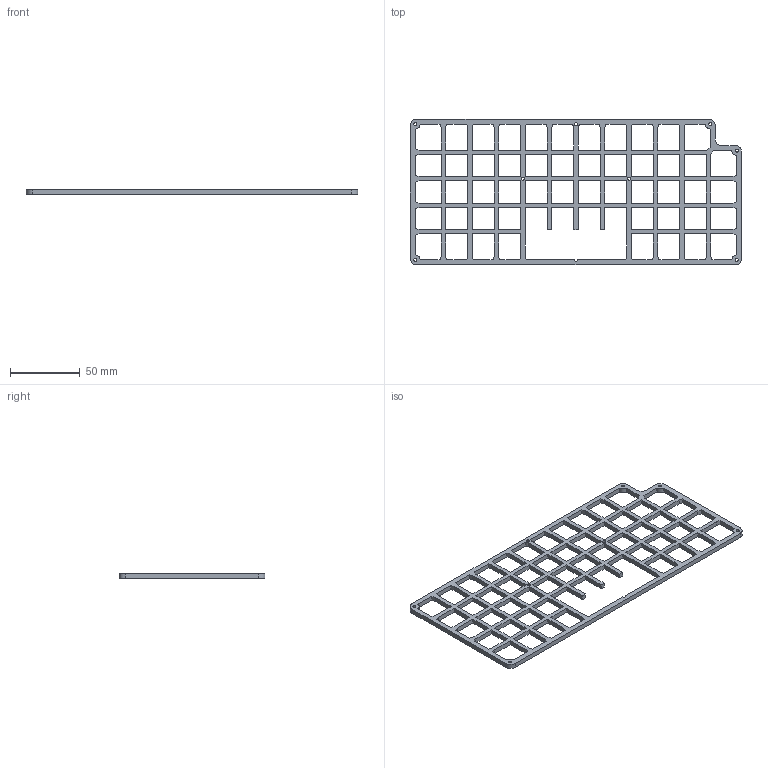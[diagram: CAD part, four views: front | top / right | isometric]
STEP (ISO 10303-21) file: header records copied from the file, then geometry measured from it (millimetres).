
FILE_DESCRIPTION(/* description */ (''),/* implementation_level */ '2;1');
FILE_NAME(/* name */ 'top.step',/* time_stamp */ '2022-03-18T20:21:28-07:00',/* author */ (''),/* organization */ (''),/* preprocessor_version */ 'ST-DEVELOPER v18.1',/* originating_system */ 'Autodesk Translation Framework v10.10.0.1391',/* authorisation */ '');
FILE_SCHEMA (('AUTOMOTIVE_DESIGN { 1 0 10303 214 3 1 1 }'));
Length unit declared in the file: millimetre
Products named in the file (1): BaseAlu
Bounding box: 238.12 x 104.78 x 3.5 mm (x, y, z)
Volume: 26725.9 mm3; surface area: 30771.6 mm2
Topology: 1 solids, 1 shells, 301 faces, 897 edges, 598 vertices
Faces by surface type: plane 279, cylinder 22
Full cylindrical faces by diameter (mm): 2.2 x8
Entity records: 10208 total; most frequent: CARTESIAN_POINT 1797, ORIENTED_EDGE 1794, DIRECTION 1545, EDGE_CURVE 897, LINE 853, VECTOR 853, VERTEX_POINT 598, EDGE_LOOP 421
